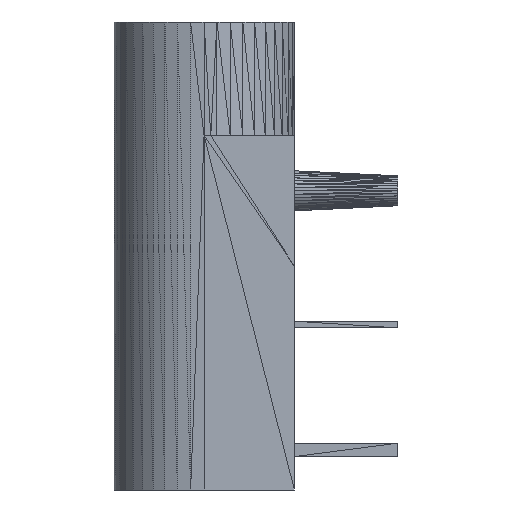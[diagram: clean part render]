
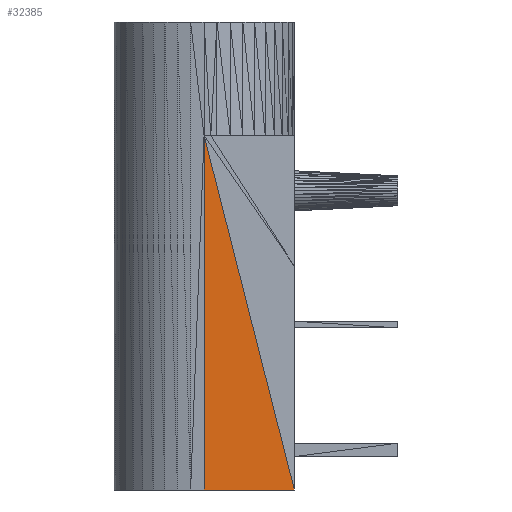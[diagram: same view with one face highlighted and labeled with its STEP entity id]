
A CAD part, left-side view. The second image highlights one B-rep face of the part: STEP entity #32385.
In plain terms, the highlighted planar face has unit normal (-0.999, -0.037, 0).
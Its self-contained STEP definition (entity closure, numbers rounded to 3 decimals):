
#32385 = ADVANCED_FACE('',(#32386),#32412,.T.);
#32386 = FACE_BOUND('',#32387,.T.);
#32387 = EDGE_LOOP('',(#32388,#32398,#32406));
#32388 = ORIENTED_EDGE('',*,*,#32389,.T.);
#32389 = EDGE_CURVE('',#32390,#32392,#32394,.T.);
#32390 = VERTEX_POINT('',#32391);
#32391 = CARTESIAN_POINT('',(0.014,5.8,
    10.6));
#32392 = VERTEX_POINT('',#32393);
#32393 = CARTESIAN_POINT('',(0.014,5.8,
    0.));
#32394 = LINE('',#32395,#32396);
#32395 = CARTESIAN_POINT('',(0.014,5.8,
    10.6));
#32396 = VECTOR('',#32397,1.);
#32397 = DIRECTION('',(0.,0.,-1.));
#32398 = ORIENTED_EDGE('',*,*,#32399,.F.);
#32399 = EDGE_CURVE('',#32400,#32392,#32402,.T.);
#32400 = VERTEX_POINT('',#32401);
#32401 = CARTESIAN_POINT('',(0.114,3.1,
    0.));
#32402 = LINE('',#32403,#32404);
#32403 = CARTESIAN_POINT('',(0.114,3.1,
    0.));
#32404 = VECTOR('',#32405,1.);
#32405 = DIRECTION('',(-0.037,0.999,0.));
#32406 = ORIENTED_EDGE('',*,*,#32407,.T.);
#32407 = EDGE_CURVE('',#32400,#32390,#32408,.T.);
#32408 = LINE('',#32409,#32410);
#32409 = CARTESIAN_POINT('',(0.114,3.1,
    0.));
#32410 = VECTOR('',#32411,1.);
#32411 = DIRECTION('',(-0.009,0.247,0.969
    ));
#32412 = PLANE('',#32413);
#32413 = AXIS2_PLACEMENT_3D('',#32414,#32415,#32416);
#32414 = CARTESIAN_POINT('',(0.042,5.04,
    4.709));
#32415 = DIRECTION('',(-0.999,-0.037,
    0.));
#32416 = DIRECTION('',(0.037,-0.999,
    0.));
